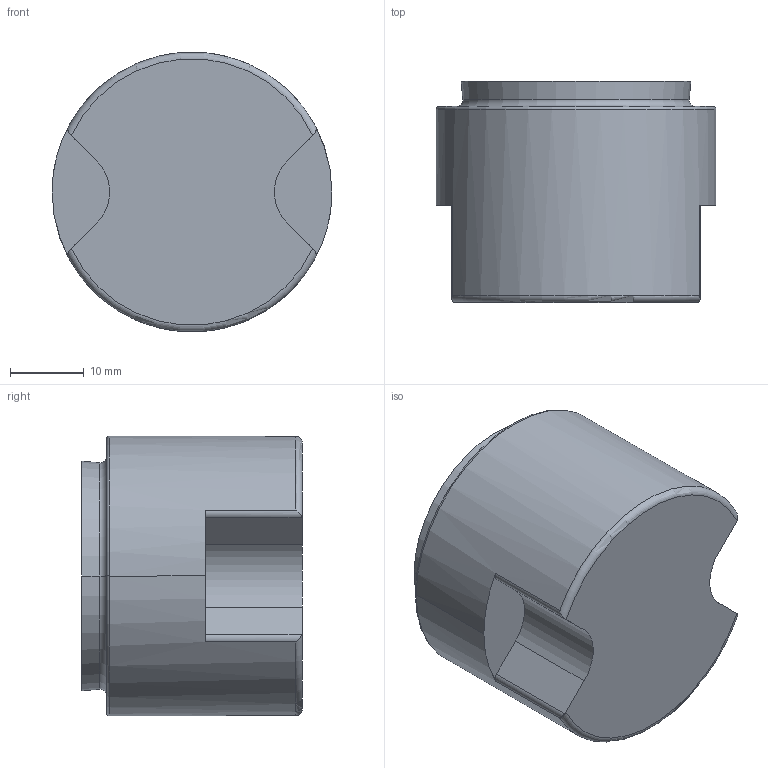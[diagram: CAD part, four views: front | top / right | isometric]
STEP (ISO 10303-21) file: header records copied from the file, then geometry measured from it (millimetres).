
FILE_DESCRIPTION(('no description'),'unknown implementation level');
FILE_NAME('3079_3SU1900-0DD70-0AA0_3D_v.stp',' ',('SIEMENS A&D'),('CADClick - KiM GmbH - www.kimweb.de'),'unknown preprocess','ACIS','unknown authorization');
FILE_SCHEMA(('automotive_design'));
Length unit declared in the file: millimetre
Products named in the file (1): 0
Bounding box: 38 x 30 x 38 mm (x, y, z)
Volume: 4297.3 mm3; surface area: 10264 mm2
Topology: 1 solids, 1 shells, 77 faces, 184 edges, 116 vertices
Faces by surface type: plane 29, cylinder 20, torus 16, cone 12
Entity records: 4652 total; most frequent: CARTESIAN_POINT 676, DIRECTION 416, STYLED_ITEM 378, PRESENTATION_STYLE_ASSIGNMENT 378, COLOUR_RGB 378, ORIENTED_EDGE 368, EDGE_CURVE 184, CURVE_STYLE 184
